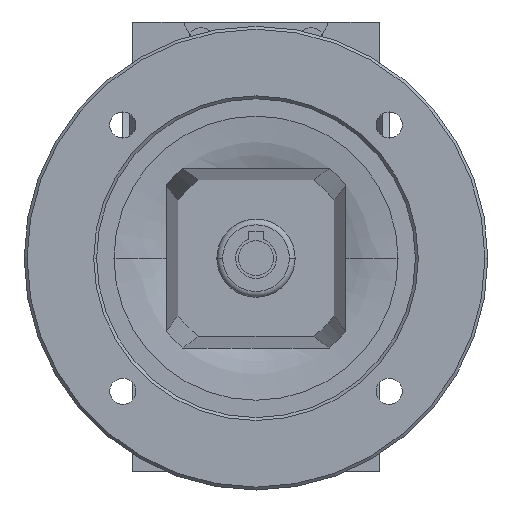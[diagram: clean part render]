
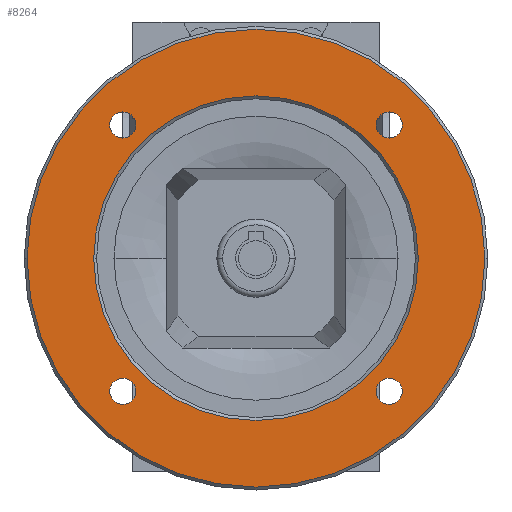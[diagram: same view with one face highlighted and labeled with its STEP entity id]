
A CAD part, front view. The second image highlights one B-rep face of the part: STEP entity #8264.
In plain terms, the highlighted planar face has unit normal (0, -1, 0).
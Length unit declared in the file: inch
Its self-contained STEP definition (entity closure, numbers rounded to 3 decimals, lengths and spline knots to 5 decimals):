
#1091=CARTESIAN_POINT('',(0.,-87.00001,-21.5));
#1092=DIRECTION('',(0.,1.,0.));
#1093=DIRECTION('',(1.,0.,0.));
#1094=AXIS2_PLACEMENT_3D('',#1091,#1092,#1093);
#1096=CARTESIAN_POINT('',(0.,-87.00001,-21.5));
#1097=DIRECTION('',(0.,1.,0.));
#1098=DIRECTION('',(-1.,0.,0.));
#1099=AXIS2_PLACEMENT_3D('',#1096,#1097,#1098);
#1101=CARTESIAN_POINT('',(0.,-86.99998,-21.5));
#1102=DIRECTION('',(0.,1.,0.));
#1103=DIRECTION('',(1.,0.,0.));
#1104=AXIS2_PLACEMENT_3D('',#1101,#1102,#1103);
#1106=CARTESIAN_POINT('',(0.,-86.99998,-21.5));
#1107=DIRECTION('',(0.,1.,0.));
#1108=DIRECTION('',(-1.,0.,0.));
#1109=AXIS2_PLACEMENT_3D('',#1106,#1107,#1108);
#1111=CARTESIAN_POINT('',(-45.96194,-87.,-67.46194));
#1112=DIRECTION('',(0.,-1.,0.));
#1113=DIRECTION('',(-1.,0.,0.));
#1114=AXIS2_PLACEMENT_3D('',#1111,#1112,#1113);
#1116=CARTESIAN_POINT('',(-45.96194,-87.,-67.46194));
#1117=DIRECTION('',(0.,-1.,0.));
#1118=DIRECTION('',(1.,0.,0.));
#1119=AXIS2_PLACEMENT_3D('',#1116,#1117,#1118);
#1121=CARTESIAN_POINT('',(45.96194,-87.,-67.46194));
#1122=DIRECTION('',(0.,-1.,0.));
#1123=DIRECTION('',(-1.,0.,0.));
#1124=AXIS2_PLACEMENT_3D('',#1121,#1122,#1123);
#1126=CARTESIAN_POINT('',(45.96194,-87.,-67.46194));
#1127=DIRECTION('',(0.,-1.,0.));
#1128=DIRECTION('',(1.,0.,0.));
#1129=AXIS2_PLACEMENT_3D('',#1126,#1127,#1128);
#1131=CARTESIAN_POINT('',(45.96194,-87.,24.46194));
#1132=DIRECTION('',(0.,-1.,0.));
#1133=DIRECTION('',(-1.,0.,0.));
#1134=AXIS2_PLACEMENT_3D('',#1131,#1132,#1133);
#1136=CARTESIAN_POINT('',(45.96194,-87.,24.46194));
#1137=DIRECTION('',(0.,-1.,0.));
#1138=DIRECTION('',(1.,0.,0.));
#1139=AXIS2_PLACEMENT_3D('',#1136,#1137,#1138);
#1141=CARTESIAN_POINT('',(-45.96194,-87.,24.46194));
#1142=DIRECTION('',(0.,-1.,0.));
#1143=DIRECTION('',(-1.,0.,0.));
#1144=AXIS2_PLACEMENT_3D('',#1141,#1142,#1143);
#1146=CARTESIAN_POINT('',(-45.96194,-87.,24.46194));
#1147=DIRECTION('',(0.,-1.,0.));
#1148=DIRECTION('',(1.,0.,0.));
#1149=AXIS2_PLACEMENT_3D('',#1146,#1147,#1148);
#6646=CARTESIAN_POINT('',(79.,-87.00001,-21.5));
#6647=CARTESIAN_POINT('',(-79.,-87.00001,-21.5));
#6648=VERTEX_POINT('',#6646);
#6649=VERTEX_POINT('',#6647);
#6650=CARTESIAN_POINT('',(56.00086,-86.99998,-21.5));
#6651=CARTESIAN_POINT('',(-56.00086,-86.99998,-21.5));
#6652=VERTEX_POINT('',#6650);
#6653=VERTEX_POINT('',#6651);
#6674=CARTESIAN_POINT('',(-50.46194,-87.,-67.46194));
#6675=CARTESIAN_POINT('',(-41.46194,-87.,-67.46194));
#6676=VERTEX_POINT('',#6674);
#6677=VERTEX_POINT('',#6675);
#6678=CARTESIAN_POINT('',(41.46194,-87.,-67.46194));
#6679=CARTESIAN_POINT('',(50.46194,-87.,-67.46194));
#6680=VERTEX_POINT('',#6678);
#6681=VERTEX_POINT('',#6679);
#6682=CARTESIAN_POINT('',(41.46194,-87.,24.46194));
#6683=CARTESIAN_POINT('',(50.46194,-87.,24.46194));
#6684=VERTEX_POINT('',#6682);
#6685=VERTEX_POINT('',#6683);
#6686=CARTESIAN_POINT('',(-50.46194,-87.,24.46194));
#6687=CARTESIAN_POINT('',(-41.46194,-87.,24.46194));
#6688=VERTEX_POINT('',#6686);
#6689=VERTEX_POINT('',#6687);
#8224=CARTESIAN_POINT('',(0.,-87.,-21.5));
#8225=DIRECTION('',(0.,1.,0.));
#8226=DIRECTION('',(1.,0.,0.));
#8227=AXIS2_PLACEMENT_3D('',#8224,#8225,#8226);
#8228=PLANE('',#8227);
#8230=ORIENTED_EDGE('',*,*,#8229,.T.);
#8232=ORIENTED_EDGE('',*,*,#8231,.T.);
#8233=EDGE_LOOP('',(#8230,#8232));
#8234=FACE_OUTER_BOUND('',#8233,.F.);
#8236=ORIENTED_EDGE('',*,*,#8235,.F.);
#8237=ORIENTED_EDGE('',*,*,#8214,.F.);
#8238=EDGE_LOOP('',(#8236,#8237));
#8239=FACE_BOUND('',#8238,.F.);
#8241=ORIENTED_EDGE('',*,*,#8240,.T.);
#8243=ORIENTED_EDGE('',*,*,#8242,.T.);
#8244=EDGE_LOOP('',(#8241,#8243));
#8245=FACE_BOUND('',#8244,.F.);
#8247=ORIENTED_EDGE('',*,*,#8246,.T.);
#8249=ORIENTED_EDGE('',*,*,#8248,.T.);
#8250=EDGE_LOOP('',(#8247,#8249));
#8251=FACE_BOUND('',#8250,.F.);
#8253=ORIENTED_EDGE('',*,*,#8252,.T.);
#8255=ORIENTED_EDGE('',*,*,#8254,.T.);
#8256=EDGE_LOOP('',(#8253,#8255));
#8257=FACE_BOUND('',#8256,.F.);
#8259=ORIENTED_EDGE('',*,*,#8258,.T.);
#8261=ORIENTED_EDGE('',*,*,#8260,.T.);
#8262=EDGE_LOOP('',(#8259,#8261));
#8263=FACE_BOUND('',#8262,.F.);
#1095=CIRCLE('',#1094,79.);
#1100=CIRCLE('',#1099,79.);
#1105=CIRCLE('',#1104,56.00086);
#1110=CIRCLE('',#1109,56.00086);
#1115=CIRCLE('',#1114,4.5);
#1120=CIRCLE('',#1119,4.5);
#1125=CIRCLE('',#1124,4.5);
#1130=CIRCLE('',#1129,4.5);
#1135=CIRCLE('',#1134,4.5);
#1140=CIRCLE('',#1139,4.5);
#1145=CIRCLE('',#1144,4.5);
#1150=CIRCLE('',#1149,4.5);
#8214=EDGE_CURVE('',#6653,#6652,#1110,.T.);
#8229=EDGE_CURVE('',#6648,#6649,#1095,.T.);
#8231=EDGE_CURVE('',#6649,#6648,#1100,.T.);
#8235=EDGE_CURVE('',#6652,#6653,#1105,.T.);
#8240=EDGE_CURVE('',#6676,#6677,#1115,.T.);
#8242=EDGE_CURVE('',#6677,#6676,#1120,.T.);
#8246=EDGE_CURVE('',#6680,#6681,#1125,.T.);
#8248=EDGE_CURVE('',#6681,#6680,#1130,.T.);
#8252=EDGE_CURVE('',#6684,#6685,#1135,.T.);
#8254=EDGE_CURVE('',#6685,#6684,#1140,.T.);
#8258=EDGE_CURVE('',#6688,#6689,#1145,.T.);
#8260=EDGE_CURVE('',#6689,#6688,#1150,.T.);
#8264=ADVANCED_FACE('',(#8234,#8239,#8245,#8251,#8257,#8263),#8228,.F.);
